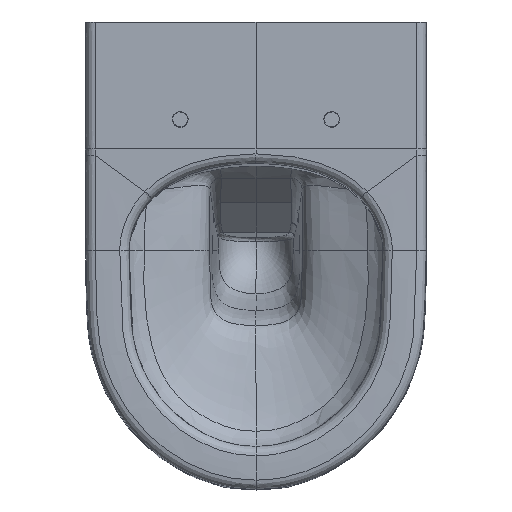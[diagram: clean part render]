
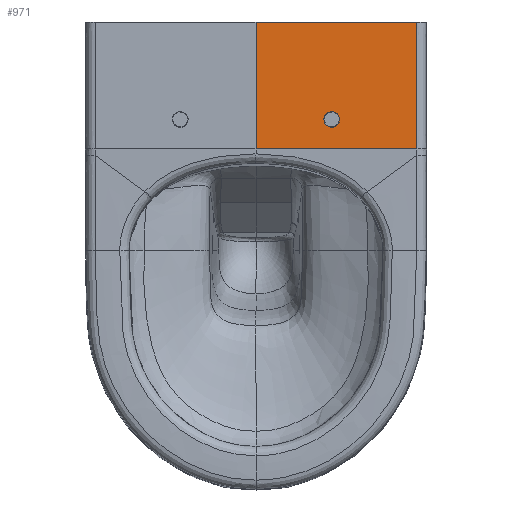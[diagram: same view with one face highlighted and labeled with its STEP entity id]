
A CAD part, top view. The second image highlights one B-rep face of the part: STEP entity #971.
In plain terms, the highlighted free-form (B-spline) face has degree [3, 3] with [4, 8] control points.
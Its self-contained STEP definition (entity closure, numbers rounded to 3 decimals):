
#539=FACE_BOUND('',#1797,.T.);
#540=FACE_BOUND('',#1798,.T.);
#552=LINE('',#9685,#576);
#576=VECTOR('',#5518,1.);
#971=ADVANCED_FACE('',(#539,#540),#1087,.F.);
#1087=B_SPLINE_SURFACE_WITH_KNOTS('',3,3,((#37842,#37843,#37844,#37845,
#37846,#37847,#37848,#37849),(#37850,#37851,#37852,#37853,#37854,#37855,
#37856,#37857),(#37858,#37859,#37860,#37861,#37862,#37863,#37864,#37865),
(#37866,#37867,#37868,#37869,#37870,#37871,#37872,#37873)),
 .UNSPECIFIED.,.F.,.F.,.F.,(4,4),(4,1,3,4),(0.,1.),(0.,0.5,
1.,1.),.UNSPECIFIED.);
#1797=EDGE_LOOP('',(#3499,#3500,#3501,#3502));
#1798=EDGE_LOOP('',(#3503));
#3499=ORIENTED_EDGE('',*,*,#4268,.T.);
#3500=ORIENTED_EDGE('',*,*,#4219,.T.);
#3501=ORIENTED_EDGE('',*,*,#4085,.T.);
#3502=ORIENTED_EDGE('',*,*,#4869,.F.);
#3503=ORIENTED_EDGE('',*,*,#4870,.T.);
#3564=VERTEX_POINT('',#9684);
#3565=VERTEX_POINT('',#9686);
#3660=VERTEX_POINT('',#15503);
#3697=VERTEX_POINT('',#16536);
#4016=VERTEX_POINT('',#37841);
#4085=EDGE_CURVE('',#3565,#3564,#552,.T.);
#4219=EDGE_CURVE('',#3660,#3565,#5024,.T.);
#4268=EDGE_CURVE('',#3697,#3660,#5060,.T.);
#4869=EDGE_CURVE('',#3697,#3564,#5432,.T.);
#4870=EDGE_CURVE('',#4016,#4016,#5433,.T.);
#5024=B_SPLINE_CURVE_WITH_KNOTS('',3,(#15509,#15510,#15511,#15512),
 .UNSPECIFIED.,.F.,.F.,(4,4),(0.,1.),.UNSPECIFIED.);
#5060=B_SPLINE_CURVE_WITH_KNOTS('',3,(#16532,#16533,#16534,#16535),
 .UNSPECIFIED.,.F.,.F.,(4,4),(0.,1.),.UNSPECIFIED.);
#5432=B_SPLINE_CURVE_WITH_KNOTS('',3,(#37818,#37819,#37820,#37821,#37822),
 .UNSPECIFIED.,.F.,.F.,(4,1,4),(0.,0.5,1.),.UNSPECIFIED.);
#5433=B_SPLINE_CURVE_WITH_KNOTS('',3,(#37823,#37824,#37825,#37826,#37827,
#37828,#37829,#37830,#37831,#37832,#37833,#37834,#37835,#37836,#37837,#37838,
#37839,#37840),.UNSPECIFIED.,.T.,.F.,(2,2,2,2,2,2,2,2,2,2,2),(-0.125,0.,
0.125,0.25,0.375,0.5,0.625,0.75,0.875,1.,1.125),.UNSPECIFIED.);
#5518=DIRECTION('',(-1.,0.,0.));
#9684=CARTESIAN_POINT('',(0.,-0.002,-0.001));
#9685=CARTESIAN_POINT('',(176.267,0.,-0.001));
#9686=CARTESIAN_POINT('',(164.276,-0.002,-0.001));
#15503=CARTESIAN_POINT('',(164.273,-130.004,-0.001));
#15509=CARTESIAN_POINT('',(164.273,-130.004,-0.001));
#15510=CARTESIAN_POINT('',(164.274,-86.67,0.004));
#15511=CARTESIAN_POINT('',(164.275,-43.337,0.001));
#15512=CARTESIAN_POINT('',(164.276,-0.004,-0.001));
#16532=CARTESIAN_POINT('',(0.,-130.004,-0.001));
#16533=CARTESIAN_POINT('',(54.758,-130.004,-0.001));
#16534=CARTESIAN_POINT('',(109.516,-130.004,-0.001));
#16535=CARTESIAN_POINT('',(164.273,-130.004,-0.001));
#16536=CARTESIAN_POINT('',(0.,-130.004,-0.001));
#37818=CARTESIAN_POINT('',(0.,-130.004,-0.001));
#37819=CARTESIAN_POINT('',(0.,-108.337,-0.001));
#37820=CARTESIAN_POINT('',(0.,-65.004,-0.001));
#37821=CARTESIAN_POINT('',(0.,-21.67,-0.001));
#37822=CARTESIAN_POINT('',(0.,-0.004,-0.001));
#37823=CARTESIAN_POINT('',(72.378,-106.283,-0.001));
#37824=CARTESIAN_POINT('',(69.861,-102.884,-0.002));
#37825=CARTESIAN_POINT('',(69.336,-100.704,-0.002));
#37826=CARTESIAN_POINT('',(69.956,-96.575,-0.002));
#37827=CARTESIAN_POINT('',(71.121,-94.639,-0.002));
#37828=CARTESIAN_POINT('',(74.476,-92.153,-0.002));
#37829=CARTESIAN_POINT('',(76.647,-91.59,-0.001));
#37830=CARTESIAN_POINT('',(80.825,-92.2,-0.001));
#37831=CARTESIAN_POINT('',(82.744,-93.366,-0.001));
#37832=CARTESIAN_POINT('',(85.232,-96.721,-0.001));
#37833=CARTESIAN_POINT('',(85.783,-98.915,-0.001));
#37834=CARTESIAN_POINT('',(85.16,-103.041,-0.001));
#37835=CARTESIAN_POINT('',(84.01,-104.969,-0.001));
#37836=CARTESIAN_POINT('',(80.626,-107.491,-0.001));
#37837=CARTESIAN_POINT('',(78.448,-108.032,-0.001));
#37838=CARTESIAN_POINT('',(74.313,-107.423,-0.001));
#37839=CARTESIAN_POINT('',(72.378,-106.283,-0.001));
#37840=CARTESIAN_POINT('',(69.861,-102.884,-0.002));
#37841=CARTESIAN_POINT('',(71.12,-104.583,-0.001));
#37842=CARTESIAN_POINT('',(165.261,-130.004,-0.001));
#37843=CARTESIAN_POINT('',(165.261,-108.337,0.001));
#37844=CARTESIAN_POINT('',(165.261,-65.004,-0.001));
#37845=CARTESIAN_POINT('',(165.261,-21.67,0.));
#37846=CARTESIAN_POINT('',(165.261,-0.004,-0.001));
#37847=CARTESIAN_POINT('',(165.261,-0.002,-0.001));
#37848=CARTESIAN_POINT('',(165.261,-0.001,-0.001));
#37849=CARTESIAN_POINT('',(165.261,0.,-0.001));
#37850=CARTESIAN_POINT('',(110.174,-130.004,-0.001));
#37851=CARTESIAN_POINT('',(110.174,-108.337,0.005));
#37852=CARTESIAN_POINT('',(110.174,-65.004,0.008));
#37853=CARTESIAN_POINT('',(110.174,-21.67,0.004));
#37854=CARTESIAN_POINT('',(110.174,-0.004,-0.001));
#37855=CARTESIAN_POINT('',(110.174,-0.002,-0.001));
#37856=CARTESIAN_POINT('',(110.174,-0.001,-0.001));
#37857=CARTESIAN_POINT('',(110.174,0.,-0.001));
#37858=CARTESIAN_POINT('',(55.087,-130.004,-0.001));
#37859=CARTESIAN_POINT('',(55.087,-108.337,-0.006));
#37860=CARTESIAN_POINT('',(55.087,-65.004,-0.013));
#37861=CARTESIAN_POINT('',(55.087,-21.67,-0.007));
#37862=CARTESIAN_POINT('',(55.087,-0.004,-0.001));
#37863=CARTESIAN_POINT('',(55.087,-0.002,-0.001));
#37864=CARTESIAN_POINT('',(55.087,-0.001,-0.001));
#37865=CARTESIAN_POINT('',(55.087,0.,-0.001));
#37866=CARTESIAN_POINT('',(0.,-130.004,-0.001));
#37867=CARTESIAN_POINT('',(0.,-108.337,-0.001));
#37868=CARTESIAN_POINT('',(0.,-65.004,-0.001));
#37869=CARTESIAN_POINT('',(0.,-21.67,-0.001));
#37870=CARTESIAN_POINT('',(0.,-0.004,-0.001));
#37871=CARTESIAN_POINT('',(0.,-0.002,-0.001));
#37872=CARTESIAN_POINT('',(0.,-0.001,-0.001));
#37873=CARTESIAN_POINT('',(0.,0.,-0.001));
